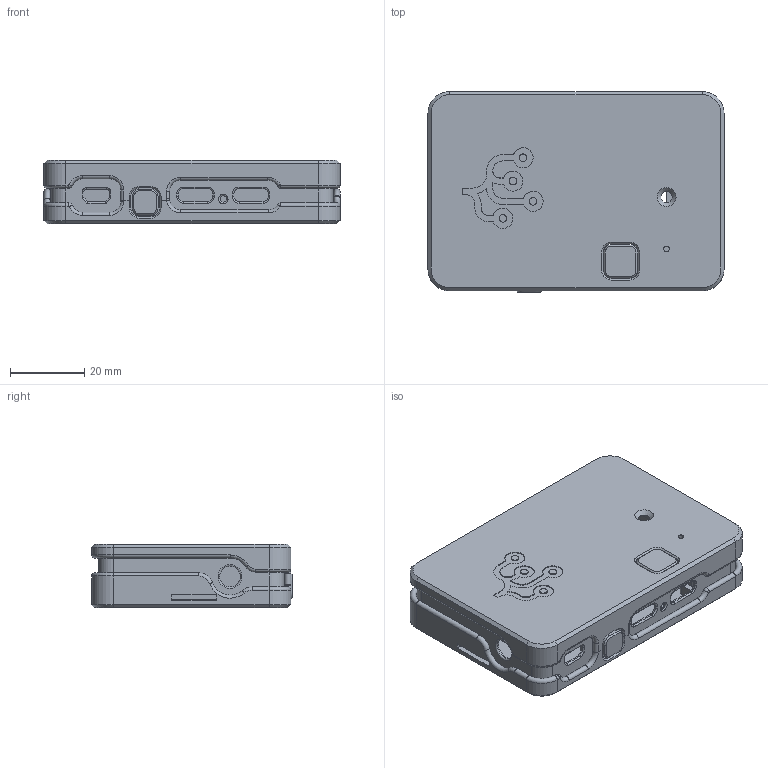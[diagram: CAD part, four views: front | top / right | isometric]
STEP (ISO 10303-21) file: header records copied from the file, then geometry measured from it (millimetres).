
FILE_DESCRIPTION(/* description */ ('STEP AP214'),/* implementation_level */ '2;1');
FILE_NAME(/* name */ '60008589a9bfb4119af10faf',/* time_stamp */ '2021-01-14T17:55:22+00:00',/* author */ (''),/* organization */ (''),/* preprocessor_version */ 'ST-DEVELOPER v18.1',/* originating_system */ ' ',/* authorisation */ ' ');
FILE_SCHEMA (('AUTOMOTIVE_DESIGN {1 0 10303 214 3 1 1}'));
Length unit declared in the file: metre
Products named in the file (3): Top; Midframe; Bottom
Bounding box: 79.91 x 54.21 x 17.2 mm (x, y, z)
Volume: 19897.7 mm3; surface area: 27319.4 mm2
Topology: 3 solids, 3 shells, 475 faces, 1244 edges, 791 vertices
Faces by surface type: plane 226, cylinder 151, torus 42, cone 29, bspline 27
Full cylindrical faces by diameter (mm): 1.5 x1, 1.75 x1, 2 x8, 2.5 x4, 5.6 x1
Entity records: 15147 total; most frequent: CARTESIAN_POINT 3382, DIRECTION 2443, ORIENTED_EDGE 2408, EDGE_CURVE 1204, AXIS2_PLACEMENT_3D 847, VERTEX_POINT 781, LINE 749, VECTOR 749
